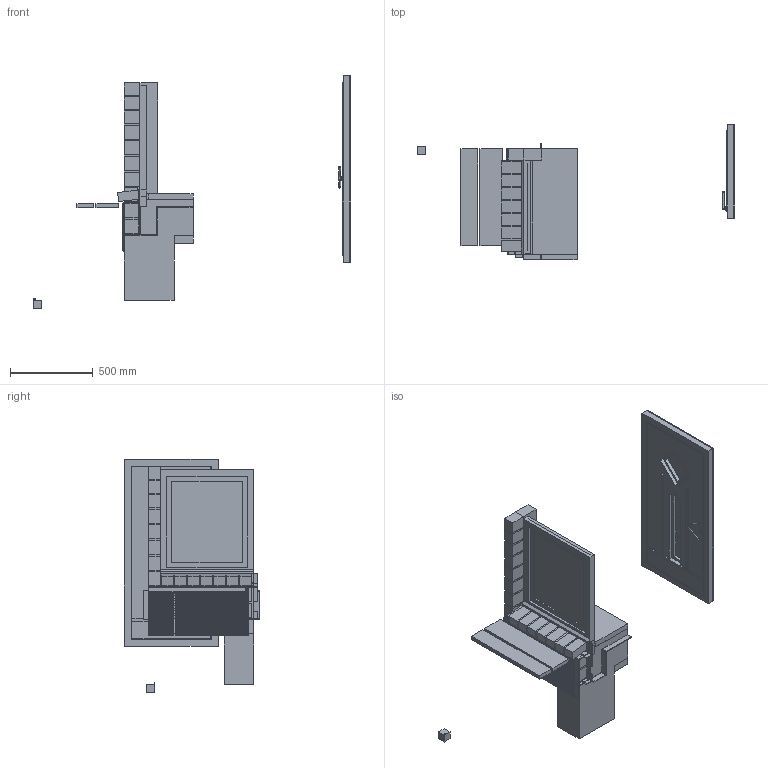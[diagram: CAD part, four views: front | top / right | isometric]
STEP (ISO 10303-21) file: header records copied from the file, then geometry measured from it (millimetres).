
FILE_DESCRIPTION(('STEP AP214'),'1');
FILE_NAME('20.03.12 CAD 2020-Sockel- Anschluss bodentiefe Fenster u.STP','2020-03-13T09:01:19',(' '),(' '),'Spatial InterOp 3D',' ',' ');
FILE_SCHEMA(('automotive_design'));
Length unit declared in the file: millimetre
Products named in the file (151): 3D WÜRFEL; Quader; gerades Prisma; 1; 2;  Lokale Op.             Fensterrahmen;  Lokale Op.               Fensterscheibe
Bounding box: 1917.24 x 817.5 x 1410 mm (x, y, z)
Volume: 138122936.9 mm3; surface area: 11785064.2 mm2
Topology: 151 solids, 151 shells, 1022 faces, 2147 edges, 1429 vertices
Faces by surface type: plane 1011, cylinder 10, torus 1
Entity records: 38372 total; most frequent: CARTESIAN_POINT 4749, DIRECTION 4512, ORIENTED_EDGE 4290, EDGE_CURVE 2145, LINE 2124, VECTOR 2124, VERTEX_POINT 1431, AXIS2_PLACEMENT_3D 1194
